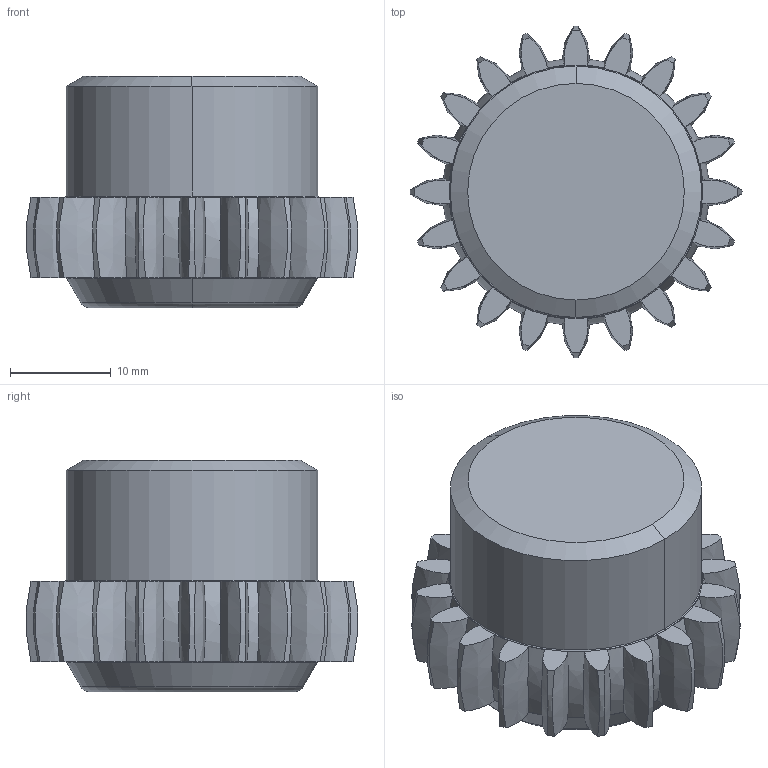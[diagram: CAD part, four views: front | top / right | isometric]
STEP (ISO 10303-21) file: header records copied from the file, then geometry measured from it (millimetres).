
FILE_DESCRIPTION((''),'2;1');
FILE_NAME('010142000040_INT','2006-03-22T',('Rathmann'),(''),'PRO/ENGINEER BY PARAMETRIC TECHNOLOGY CORPORATION, 2005180','PRO/ENGINEER BY PARAMETRIC TECHNOLOGY CORPORATION, 2005180','');
FILE_SCHEMA(('AUTOMOTIVE_DESIGN_CC2 { 1 2 10303 214 -1 1 5 2 }'));
Length unit declared in the file: millimetre
Products named in the file (1): 010142000040_INT
Bounding box: 33 x 33 x 23 mm (x, y, z)
Volume: 12428.7 mm3; surface area: 3744.1 mm2
Topology: 1 solids, 1 shells, 96 faces, 270 edges, 180 vertices
Faces by surface type: bspline 60, sphere 20, torus 6, cone 4, plane 4, cylinder 2
Entity records: 4590 total; most frequent: CARTESIAN_POINT 2603, ORIENTED_EDGE 536, EDGE_CURVE 268, DIRECTION 206, B_SPLINE_CURVE_WITH_KNOTS 200, VERTEX_POINT 176, AXIS2_PLACEMENT_3D 99, EDGE_LOOP 98
